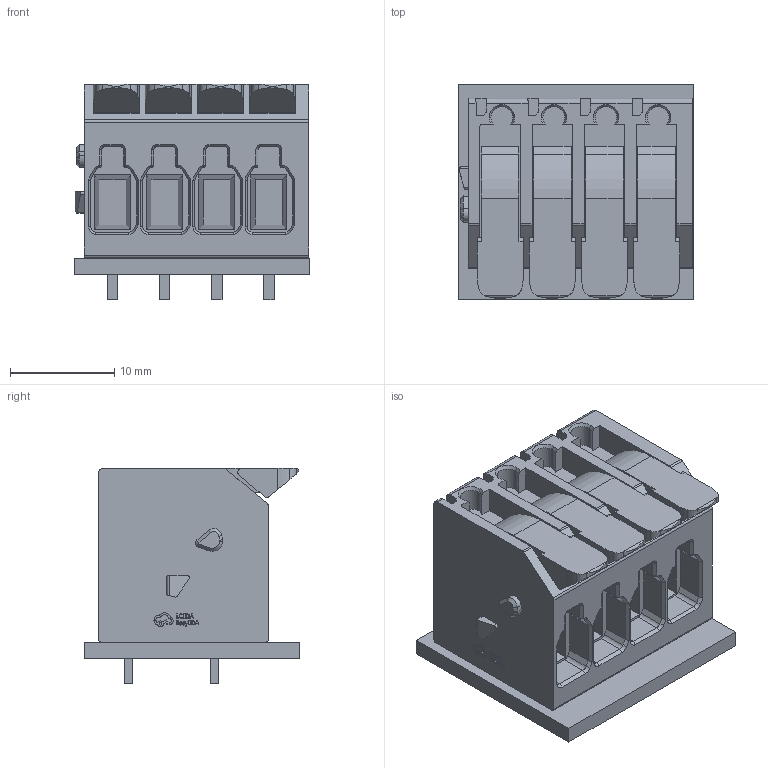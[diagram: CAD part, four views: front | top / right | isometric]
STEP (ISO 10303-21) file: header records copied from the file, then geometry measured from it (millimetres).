
FILE_DESCRIPTION(('Designed by EasyEDA Pro'),'2;1');
FILE_NAME('Open CASCADE Shape Model','2026-01-23T13:47:30',('Author'),( 'Open CASCADE'),'Open CASCADE STEP processor 7.8','Open CASCADE 7.8' ,'Unknown');
FILE_SCHEMA(('AUTOMOTIVE_DESIGN { 1 0 10303 214 1 1 1 1 }'));
Length unit declared in the file: millimetre
Products named in the file (8): EasyEDA PCB Model~21CG; Board~21CG; TopCopper~21CG; BottomCopper~21CG; TopFpcStiffener~21CG; BottomFpcStiffener~21CG; U2~CONN-TH_2604-1104~CONN-TH_2604-1104~21CG; CONN-TH_2604-1104~CONN-TH_2604-1104~21CG
Assembly tree (7 placements, depth 3):
  EasyEDA PCB Model~21CG
    Board~21CG
    TopCopper~21CG
    BottomCopper~21CG
    TopFpcStiffener~21CG
    BottomFpcStiffener~21CG
    U2~CONN-TH_2604-1104~CONN-TH_2604-1104~21CG
      CONN-TH_2604-1104~CONN-TH_2604-1104~21CG
Bounding box: 22.63 x 20.7 x 20.7 mm (x, y, z)
Volume: 5458.2 mm3; surface area: 4920.1 mm2
Topology: 2 solids, 2 shells, 755 faces, 2044 edges, 1330 vertices
Faces by surface type: plane 403, cylinder 182, bspline 98, cone 72
Entity records: 31482 total; most frequent: CARTESIAN_POINT 6096, ORIENTED_EDGE 4088, DIRECTION 3491, EDGE_CURVE 2044, LINE 1345, VECTOR 1345, VERTEX_POINT 1330, AXIS2_PLACEMENT_3D 1073
